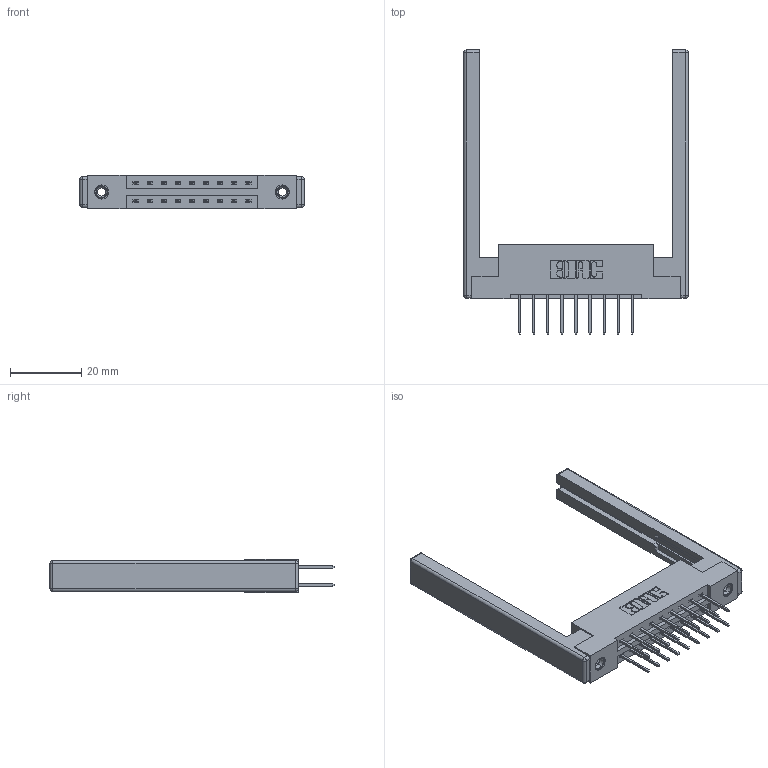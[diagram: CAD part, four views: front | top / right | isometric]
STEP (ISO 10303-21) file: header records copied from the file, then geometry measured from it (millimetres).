
FILE_DESCRIPTION (( 'STEP AP203' ), '1' );
FILE_NAME ('337-018-523-268.STEP', '2019-10-08T13:04:48', ( '' ), ( '' ), 'SwSTEP 2.0', 'SolidWorks 2016', '' );
FILE_SCHEMA (( 'CONFIG_CONTROL_DESIGN' ));
Length unit declared in the file: inch
Products named in the file (5): 337-018-523-268; 307-220-068; 337 Part_Flush Mounting Lugs - 0.156 Dia-TI; 345-250-001_345-250-001-102; 345-292-001_345-293-123
Assembly tree (23 placements, depth 2):
  337-018-523-268
    337 Part_Flush Mounting Lugs - 0.156 Dia-TI
    345-292-001_345-293-123  x18
    345-250-001_345-250-001-102  x2
    307-220-068  x2
Bounding box: 63.09 x 79.89 x 9.4 mm (x, y, z)
Volume: 10631.7 mm3; surface area: 10951.3 mm2
Topology: 23 solids, 23 shells, 1240 faces, 3599 edges, 2354 vertices
Faces by surface type: plane 842, cylinder 374, cone 12, sphere 8, torus 4
Entity records: 14024 total; most frequent: CARTESIAN_POINT 2355, ORIENTED_EDGE 2280, DIRECTION 2134, EDGE_CURVE 1140, VECTOR 962, LINE 962, VERTEX_POINT 750, AXIS2_PLACEMENT_3D 586
